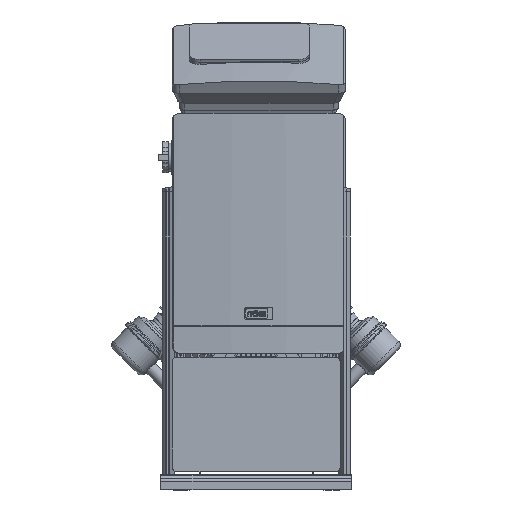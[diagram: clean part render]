
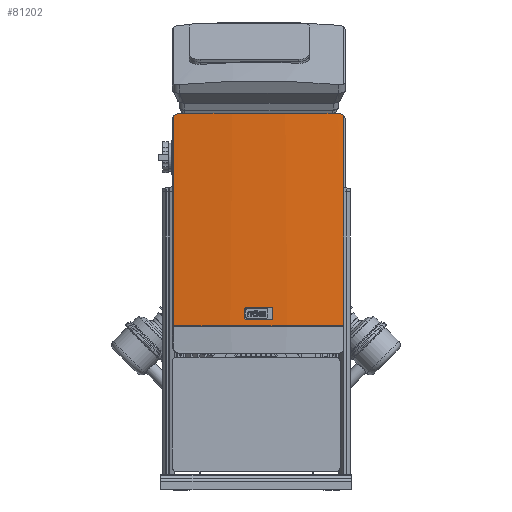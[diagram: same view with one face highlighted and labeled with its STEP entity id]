
A CAD part, front view. The second image highlights one B-rep face of the part: STEP entity #81202.
In plain terms, the highlighted cylindrical face has radius 1452.14 mm (diameter 2904.28 mm), a partial arc.
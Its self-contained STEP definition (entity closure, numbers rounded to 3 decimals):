
#886=B_SPLINE_CURVE_WITH_KNOTS($,3,(#133745,#133746,#133747,#133748,#133749,
#133750,#133751,#133752,#133753,#133754,#133755,#133756),.UNSPECIFIED.,
 .F.,.F.,(4,2,2,2,2,4),(50.621,52.857,55.511,
58.165,60.819,63.473),.UNSPECIFIED.);
#887=B_SPLINE_CURVE_WITH_KNOTS($,3,(#133759,#133760,#133761,#133762,#133763,
#133764,#133765,#133766,#133767,#133768,#133769,#133770),.UNSPECIFIED.,
 .F.,.F.,(4,2,2,2,2,4),(21.151,23.805,26.459,
29.113,31.768,34.003),.UNSPECIFIED.);
#1644=CYLINDRICAL_SURFACE($,#88343,1452.138);
#6908=FACE_OUTER_BOUND($,#12669,.T.);
#12669=EDGE_LOOP($,(#69878,#69879,#69880,#69881,#69882,#69883));
#20332=LINE($,#133686,#28545);
#20335=LINE($,#133743,#28548);
#28545=VECTOR($,#108258,411.147);
#28548=VECTOR($,#108267,411.147);
#32334=CIRCLE($,#88332,1452.138);
#32340=CIRCLE($,#88344,1452.138);
#38971=VERTEX_POINT($,#133638);
#38972=VERTEX_POINT($,#133640);
#38981=VERTEX_POINT($,#133685);
#38986=VERTEX_POINT($,#133742);
#38987=VERTEX_POINT($,#133744);
#38988=VERTEX_POINT($,#133757);
#49538=EDGE_CURVE($,#38972,#38971,#32334,.T.);
#49551=EDGE_CURVE($,#38972,#38981,#20332,.T.);
#49558=EDGE_CURVE($,#38971,#38986,#20335,.T.);
#49559=EDGE_CURVE($,#38986,#38987,#886,.T.);
#49560=EDGE_CURVE($,#38987,#38988,#32340,.T.);
#49561=EDGE_CURVE($,#38988,#38981,#887,.T.);
#69878=ORIENTED_EDGE($,*,*,#49538,.T.);
#69879=ORIENTED_EDGE($,*,*,#49558,.T.);
#69880=ORIENTED_EDGE($,*,*,#49559,.T.);
#69881=ORIENTED_EDGE($,*,*,#49560,.T.);
#69882=ORIENTED_EDGE($,*,*,#49561,.T.);
#69883=ORIENTED_EDGE($,*,*,#49551,.F.);
#81202=ADVANCED_FACE($,(#6908),#1644,.T.);
#88332=AXIS2_PLACEMENT_3D($,#133641,#108233,#108234);
#88343=AXIS2_PLACEMENT_3D($,#133741,#108265,#108266);
#88344=AXIS2_PLACEMENT_3D($,#133758,#108268,#108269);
#108233=DIRECTION('center_axis',(0.,0.,1.));
#108234=DIRECTION('ref_axis',(0.,-1.,0.));
#108258=DIRECTION($,(0.,0.,1.));
#108265=DIRECTION('center_axis',(0.,0.,1.));
#108266=DIRECTION('ref_axis',(0.,-1.,0.));
#108267=DIRECTION($,(0.,0.,1.));
#108268=DIRECTION('center_axis',(0.,0.,-1.));
#108269=DIRECTION('ref_axis',(0.,-1.,0.));
#133638=CARTESIAN_POINT('',(172.381,4.989,297.032));
#133640=CARTESIAN_POINT('',(-162.391,4.989,297.032));
#133641=CARTESIAN_POINT('Origin',(4.995,1447.448,297.032));
#133685=CARTESIAN_POINT('',(-162.391,4.989,708.178));
#133686=CARTESIAN_POINT($,(-162.391,4.989,243.032));
#133741=CARTESIAN_POINT('Origin',(4.995,1447.448,243.032));
#133742=CARTESIAN_POINT('',(172.381,4.989,708.178));
#133743=CARTESIAN_POINT($,(172.381,4.989,243.032));
#133744=CARTESIAN_POINT('',(160.995,3.713,714.032));
#133745=CARTESIAN_POINT('Ctrl Pts',(172.381,4.989,708.178));
#133746=CARTESIAN_POINT('Ctrl Pts',(171.929,4.937,708.809));
#133747=CARTESIAN_POINT('Ctrl Pts',(171.431,4.879,709.393));
#133748=CARTESIAN_POINT('Ctrl Pts',(170.284,4.747,710.543));
#133749=CARTESIAN_POINT('Ctrl Pts',(169.581,4.667,711.128));
#133750=CARTESIAN_POINT('Ctrl Pts',(168.049,4.493,712.16));
#133751=CARTESIAN_POINT('Ctrl Pts',(167.221,4.399,712.606));
#133752=CARTESIAN_POINT('Ctrl Pts',(165.494,4.206,713.322));
#133753=CARTESIAN_POINT('Ctrl Pts',(164.594,4.106,713.592));
#133754=CARTESIAN_POINT('Ctrl Pts',(162.784,3.908,713.947));
#133755=CARTESIAN_POINT('Ctrl Pts',(161.875,3.808,714.032));
#133756=CARTESIAN_POINT('Ctrl Pts',(160.995,3.713,714.032));
#133757=CARTESIAN_POINT('',(-151.005,3.713,714.032));
#133758=CARTESIAN_POINT('Origin',(4.995,1447.448,714.032));
#133759=CARTESIAN_POINT('Ctrl Pts',(-151.005,3.713,
714.032));
#133760=CARTESIAN_POINT('Ctrl Pts',(-151.885,3.808,
714.032));
#133761=CARTESIAN_POINT('Ctrl Pts',(-152.794,3.908,713.947));
#133762=CARTESIAN_POINT('Ctrl Pts',(-154.604,4.106,
713.592));
#133763=CARTESIAN_POINT('Ctrl Pts',(-155.504,4.206,713.322));
#133764=CARTESIAN_POINT('Ctrl Pts',(-157.231,4.399,
712.606));
#133765=CARTESIAN_POINT('Ctrl Pts',(-158.059,4.493,712.16));
#133766=CARTESIAN_POINT('Ctrl Pts',(-159.591,4.667,711.128));
#133767=CARTESIAN_POINT('Ctrl Pts',(-160.294,4.747,
710.543));
#133768=CARTESIAN_POINT('Ctrl Pts',(-161.441,4.879,
709.393));
#133769=CARTESIAN_POINT('Ctrl Pts',(-161.939,4.937,
708.809));
#133770=CARTESIAN_POINT('Ctrl Pts',(-162.391,4.989,708.178));
